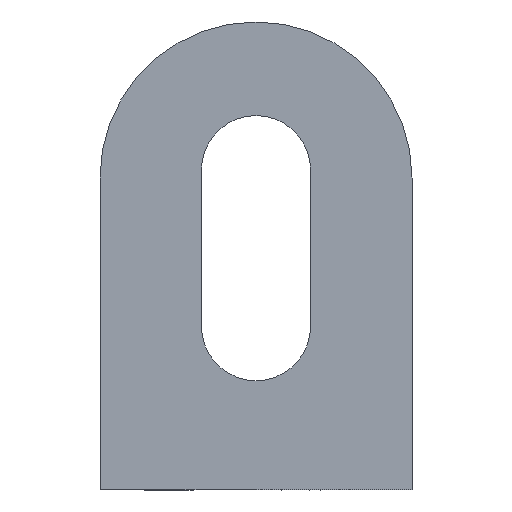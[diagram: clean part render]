
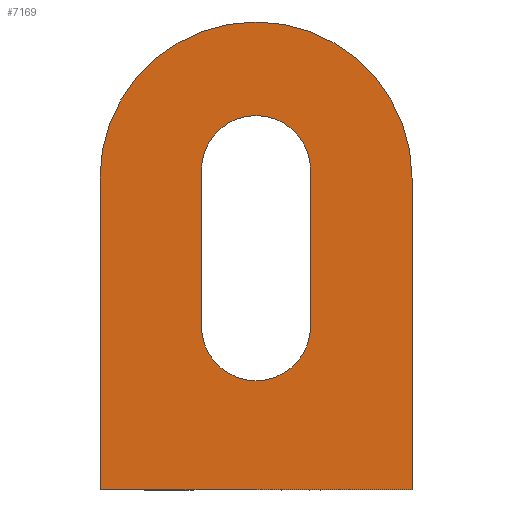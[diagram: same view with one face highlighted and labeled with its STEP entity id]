
A CAD part, left-side view. The second image highlights one B-rep face of the part: STEP entity #7169.
In plain terms, the highlighted planar face has unit normal (-1, 0, 0).
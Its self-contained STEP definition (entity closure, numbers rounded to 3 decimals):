
#98 = CARTESIAN_POINT ( 'NONE',  ( -2.5, 0., 20. ) ) ;
#558 = ORIENTED_EDGE ( 'NONE', *, *, #9491, .T. ) ;
#566 = VERTEX_POINT ( 'NONE', #1262 ) ;
#812 = CIRCLE ( 'NONE', #1739, 3.5 ) ;
#860 = ORIENTED_EDGE ( 'NONE', *, *, #2495, .T. ) ;
#895 = VECTOR ( 'NONE', #3945, 1000. ) ;
#1041 = EDGE_CURVE ( 'NONE', #3896, #5859, #2757, .T. ) ;
#1176 = ORIENTED_EDGE ( 'NONE', *, *, #7336, .T. ) ;
#1262 = CARTESIAN_POINT ( 'NONE',  ( -2.5, 0., 30. ) ) ;
#1368 = FACE_OUTER_BOUND ( 'NONE', #8607, .T. ) ;
#1496 = CARTESIAN_POINT ( 'NONE',  ( -2.5, 3.5, 20.5 ) ) ;
#1739 = AXIS2_PLACEMENT_3D ( 'NONE', #5861, #4296, #5772 ) ;
#2139 = DIRECTION ( 'NONE',  ( -1., 0., 0. ) ) ;
#2205 = CIRCLE ( 'NONE', #7043, 3.5 ) ;
#2317 = VECTOR ( 'NONE', #6988, 1000. ) ;
#2318 = DIRECTION ( 'NONE',  ( -1., 0., 0. ) ) ;
#2412 = VERTEX_POINT ( 'NONE', #3278 ) ;
#2478 = DIRECTION ( 'NONE',  ( 0., 0., -1. ) ) ;
#2495 = EDGE_CURVE ( 'NONE', #566, #2412, #7592, .T. ) ;
#2517 = CARTESIAN_POINT ( 'NONE',  ( -2.5, 0., 20.5 ) ) ;
#2757 = CIRCLE ( 'NONE', #4907, 3.5 ) ;
#3064 = EDGE_CURVE ( 'NONE', #6630, #5007, #812, .T. ) ;
#3139 = DIRECTION ( 'NONE',  ( 0., 0., -1. ) ) ;
#3173 = CARTESIAN_POINT ( 'NONE',  ( -2.5, 10., 0. ) ) ;
#3278 = CARTESIAN_POINT ( 'NONE',  ( -2.5, 10., 20. ) ) ;
#3369 = CARTESIAN_POINT ( 'NONE',  ( -2.5, -3.5, 20.5 ) ) ;
#3393 = ORIENTED_EDGE ( 'NONE', *, *, #6636, .T. ) ;
#3413 = CARTESIAN_POINT ( 'NONE',  ( -2.5, 0., 10.5 ) ) ;
#3424 = VECTOR ( 'NONE', #9099, 1000. ) ;
#3663 = FACE_BOUND ( 'NONE', #8812, .T. ) ;
#3729 = PLANE ( 'NONE',  #5803 ) ;
#3896 = VERTEX_POINT ( 'NONE', #1496 ) ;
#3945 = DIRECTION ( 'NONE',  ( 0., -1., 0. ) ) ;
#4164 = VECTOR ( 'NONE', #2478, 1000. ) ;
#4242 = LINE ( 'NONE', #7602, #7406 ) ;
#4296 = DIRECTION ( 'NONE',  ( 1., 0., 0. ) ) ;
#4436 = VERTEX_POINT ( 'NONE', #6316 ) ;
#4637 = VERTEX_POINT ( 'NONE', #8377 ) ;
#4775 = DIRECTION ( 'NONE',  ( 0., 0., -1. ) ) ;
#4857 = DIRECTION ( 'NONE',  ( -1., 0., 0. ) ) ;
#4898 = DIRECTION ( 'NONE',  ( 0., 0., -1. ) ) ;
#4907 = AXIS2_PLACEMENT_3D ( 'NONE', #2517, #8508, #4775 ) ;
#5007 = VERTEX_POINT ( 'NONE', #7993 ) ;
#5069 = CIRCLE ( 'NONE', #5928, 10. ) ;
#5083 = ORIENTED_EDGE ( 'NONE', *, *, #5198, .T. ) ;
#5198 = EDGE_CURVE ( 'NONE', #2412, #4637, #6391, .T. ) ;
#5282 = CARTESIAN_POINT ( 'NONE',  ( -2.5, 0., 20. ) ) ;
#5393 = DIRECTION ( 'NONE',  ( 0., 0., 1. ) ) ;
#5396 = VERTEX_POINT ( 'NONE', #8860 ) ;
#5772 = DIRECTION ( 'NONE',  ( 0., 0., -1. ) ) ;
#5792 = LINE ( 'NONE', #3173, #895 ) ;
#5803 = AXIS2_PLACEMENT_3D ( 'NONE', #6687, #2139, #5393 ) ;
#5859 = VERTEX_POINT ( 'NONE', #3369 ) ;
#5861 = CARTESIAN_POINT ( 'NONE',  ( -2.5, 0., 10.5 ) ) ;
#5928 = AXIS2_PLACEMENT_3D ( 'NONE', #98, #4857, #9249 ) ;
#6002 = EDGE_CURVE ( 'NONE', #4436, #7061, #9206, .T. ) ;
#6312 = ORIENTED_EDGE ( 'NONE', *, *, #1041, .T. ) ;
#6316 = CARTESIAN_POINT ( 'NONE',  ( -2.5, -10., 0. ) ) ;
#6391 = LINE ( 'NONE', #9230, #4164 ) ;
#6630 = VERTEX_POINT ( 'NONE', #7743 ) ;
#6636 = EDGE_CURVE ( 'NONE', #4637, #4436, #5792, .T. ) ;
#6687 = CARTESIAN_POINT ( 'NONE',  ( -2.5, 0., 20. ) ) ;
#6988 = DIRECTION ( 'NONE',  ( 0., 0., 1. ) ) ;
#7043 = AXIS2_PLACEMENT_3D ( 'NONE', #3413, #9471, #4898 ) ;
#7061 = VERTEX_POINT ( 'NONE', #8336 ) ;
#7169 = ADVANCED_FACE ( 'NONE', ( #3663, #1368 ), #3729, .T. ) ;
#7263 = EDGE_CURVE ( 'NONE', #5396, #3896, #7548, .T. ) ;
#7336 = EDGE_CURVE ( 'NONE', #5007, #5396, #2205, .T. ) ;
#7406 = VECTOR ( 'NONE', #3139, 1000. ) ;
#7548 = LINE ( 'NONE', #8458, #2317 ) ;
#7589 = CARTESIAN_POINT ( 'NONE',  ( -2.5, -10., 0. ) ) ;
#7592 = CIRCLE ( 'NONE', #9527, 10. ) ;
#7602 = CARTESIAN_POINT ( 'NONE',  ( -2.5, -3.5, 20.5 ) ) ;
#7743 = CARTESIAN_POINT ( 'NONE',  ( -2.5, -3.5, 10.5 ) ) ;
#7897 = ORIENTED_EDGE ( 'NONE', *, *, #9434, .T. ) ;
#7993 = CARTESIAN_POINT ( 'NONE',  ( -2.5, 0., 7. ) ) ;
#8028 = ORIENTED_EDGE ( 'NONE', *, *, #7263, .T. ) ;
#8336 = CARTESIAN_POINT ( 'NONE',  ( -2.5, -10., 20. ) ) ;
#8377 = CARTESIAN_POINT ( 'NONE',  ( -2.5, 10., 0. ) ) ;
#8429 = ORIENTED_EDGE ( 'NONE', *, *, #6002, .T. ) ;
#8458 = CARTESIAN_POINT ( 'NONE',  ( -2.5, 3.5, 20.5 ) ) ;
#8508 = DIRECTION ( 'NONE',  ( 1., 0., 0. ) ) ;
#8607 = EDGE_LOOP ( 'NONE', ( #7897, #860, #5083, #3393, #8429 ) ) ;
#8812 = EDGE_LOOP ( 'NONE', ( #6312, #558, #9279, #1176, #8028 ) ) ;
#8860 = CARTESIAN_POINT ( 'NONE',  ( -2.5, 3.5, 10.5 ) ) ;
#9099 = DIRECTION ( 'NONE',  ( 0., 0., 1. ) ) ;
#9206 = LINE ( 'NONE', #7589, #3424 ) ;
#9230 = CARTESIAN_POINT ( 'NONE',  ( -2.5, 10., 20. ) ) ;
#9249 = DIRECTION ( 'NONE',  ( 0., 0., 1. ) ) ;
#9279 = ORIENTED_EDGE ( 'NONE', *, *, #3064, .T. ) ;
#9434 = EDGE_CURVE ( 'NONE', #7061, #566, #5069, .T. ) ;
#9471 = DIRECTION ( 'NONE',  ( 1., 0., 0. ) ) ;
#9491 = EDGE_CURVE ( 'NONE', #5859, #6630, #4242, .T. ) ;
#9527 = AXIS2_PLACEMENT_3D ( 'NONE', #5282, #2318, #9848 ) ;
#9848 = DIRECTION ( 'NONE',  ( 0., 0., 1. ) ) ;
